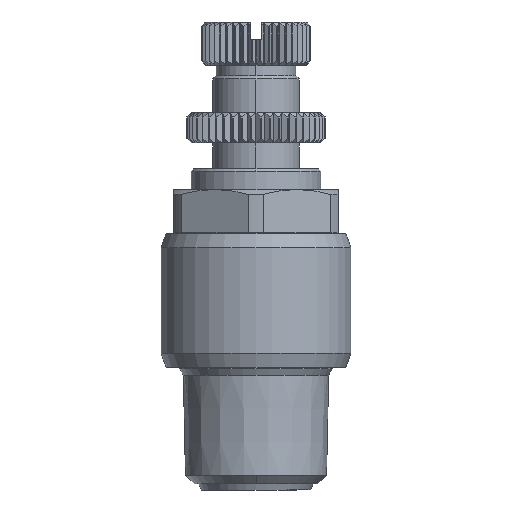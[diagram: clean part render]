
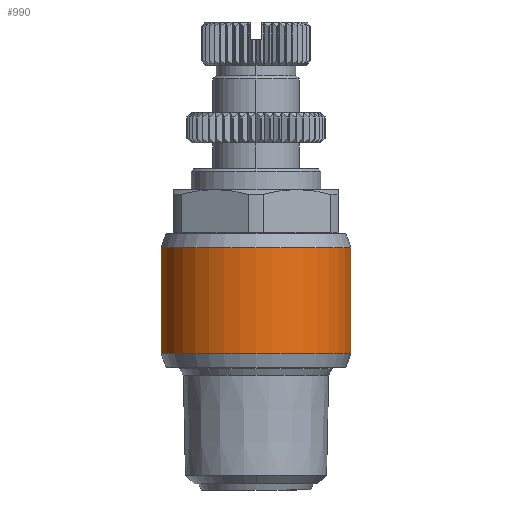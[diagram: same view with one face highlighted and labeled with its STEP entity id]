
A CAD part, left-side view. The second image highlights one B-rep face of the part: STEP entity #990.
In plain terms, the highlighted cylindrical face has radius 11 mm (diameter 22 mm), a partial arc.
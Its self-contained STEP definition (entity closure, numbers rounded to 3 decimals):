
#155 = CARTESIAN_POINT ( 'NONE',  ( 5., 0., 0.55 ) ) ;
#990 = ADVANCED_FACE ( 'NONE', ( #21333 ), #12743, .T. ) ;
#1171 = EDGE_CURVE ( 'NONE', #17858, #13302, #17769, .T. ) ;
#3633 = DIRECTION ( 'NONE',  ( 0., 0., -1. ) ) ;
#5173 = EDGE_CURVE ( 'NONE', #12375, #10559, #9882, .T. ) ;
#5911 = CARTESIAN_POINT ( 'NONE',  ( 5., 11., -5.552 ) ) ;
#7563 = ORIENTED_EDGE ( 'NONE', *, *, #26310, .F. ) ;
#7784 = ORIENTED_EDGE ( 'NONE', *, *, #1171, .T. ) ;
#8220 = EDGE_LOOP ( 'NONE', ( #16608, #17618, #7784, #7563 ) ) ;
#8328 = LINE ( 'NONE', #17792, #11924 ) ;
#8390 = DIRECTION ( 'NONE',  ( 0., -1., 0. ) ) ;
#8689 = DIRECTION ( 'NONE',  ( 0., 0., 1. ) ) ;
#9882 = CIRCLE ( 'NONE', #26895, 11. ) ;
#10559 = VERTEX_POINT ( 'NONE', #5911 ) ;
#11924 = VECTOR ( 'NONE', #15490, 1000. ) ;
#12375 = VERTEX_POINT ( 'NONE', #25602 ) ;
#12743 = CYLINDRICAL_SURFACE ( 'NONE', #29845, 11. ) ;
#13302 = VERTEX_POINT ( 'NONE', #22523 ) ;
#14175 = DIRECTION ( 'NONE',  ( 0., 0., 1. ) ) ;
#15490 = DIRECTION ( 'NONE',  ( 0., 0., 1. ) ) ;
#15537 = CARTESIAN_POINT ( 'NONE',  ( 5., 0., -5.552 ) ) ;
#16443 = DIRECTION ( 'NONE',  ( 0., 0., 1. ) ) ;
#16608 = ORIENTED_EDGE ( 'NONE', *, *, #5173, .T. ) ;
#17618 = ORIENTED_EDGE ( 'NONE', *, *, #22961, .T. ) ;
#17769 = CIRCLE ( 'NONE', #22525, 11. ) ;
#17792 = CARTESIAN_POINT ( 'NONE',  ( 5., -11., 0.55 ) ) ;
#17858 = VERTEX_POINT ( 'NONE', #25065 ) ;
#20000 = VECTOR ( 'NONE', #16443, 1000. ) ;
#21140 = DIRECTION ( 'NONE',  ( 0., -1., 0. ) ) ;
#21333 = FACE_OUTER_BOUND ( 'NONE', #8220, .T. ) ;
#22523 = CARTESIAN_POINT ( 'NONE',  ( 5., -11., 6.652 ) ) ;
#22525 = AXIS2_PLACEMENT_3D ( 'NONE', #24649, #3633, #26902 ) ;
#22961 = EDGE_CURVE ( 'NONE', #10559, #17858, #23609, .T. ) ;
#23609 = LINE ( 'NONE', #25682, #20000 ) ;
#24649 = CARTESIAN_POINT ( 'NONE',  ( 5., 0., 6.652 ) ) ;
#25065 = CARTESIAN_POINT ( 'NONE',  ( 5., 11., 6.652 ) ) ;
#25602 = CARTESIAN_POINT ( 'NONE',  ( 5., -11., -5.552 ) ) ;
#25682 = CARTESIAN_POINT ( 'NONE',  ( 5., 11., 0.55 ) ) ;
#26310 = EDGE_CURVE ( 'NONE', #12375, #13302, #8328, .T. ) ;
#26895 = AXIS2_PLACEMENT_3D ( 'NONE', #15537, #8689, #8390 ) ;
#26902 = DIRECTION ( 'NONE',  ( 0., -1., 0. ) ) ;
#29845 = AXIS2_PLACEMENT_3D ( 'NONE', #155, #14175, #21140 ) ;
